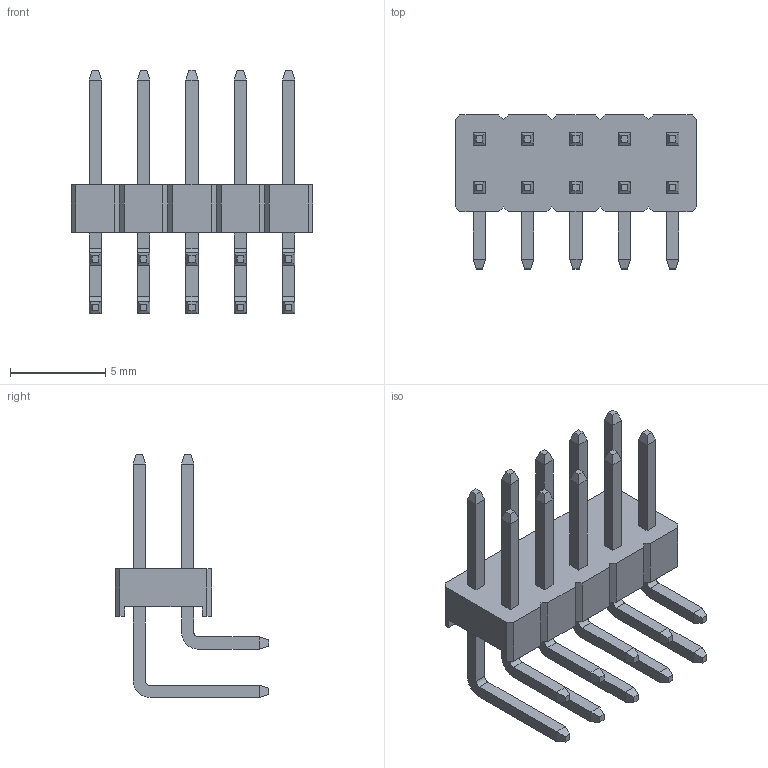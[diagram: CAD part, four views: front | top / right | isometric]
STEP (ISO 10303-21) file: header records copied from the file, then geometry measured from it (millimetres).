
FILE_DESCRIPTION (( 'STEP AP214' ), '1' );
FILE_NAME ('3059DF8B-3630-43BE-86DE-D45BFDFF8188.STEP', '2023-03-09T22:02:58', ( '' ), ( '' ), 'SwSTEP 2.0', 'SolidWorks 2022', '' );
FILE_SCHEMA (( 'AUTOMOTIVE_DESIGN' ));
Length unit declared in the file: millimetre
Products named in the file (1): 3059DF8B-3630-43BE-86DE-D45BFDFF8188
Bounding box: 12.7 x 8.08 x 12.76 mm (x, y, z)
Volume: 191.4 mm3; surface area: 587.3 mm2
Topology: 1 solids, 1 shells, 258 faces, 628 edges, 392 vertices
Faces by surface type: plane 238, cylinder 20
Entity records: 7784 total; most frequent: CARTESIAN_POINT 1279, ORIENTED_EDGE 1256, DIRECTION 1186, EDGE_CURVE 628, LINE 588, VECTOR 588, VERTEX_POINT 392, AXIS2_PLACEMENT_3D 299
